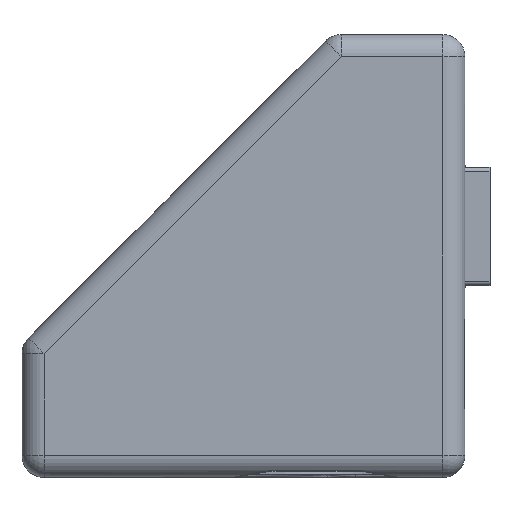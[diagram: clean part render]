
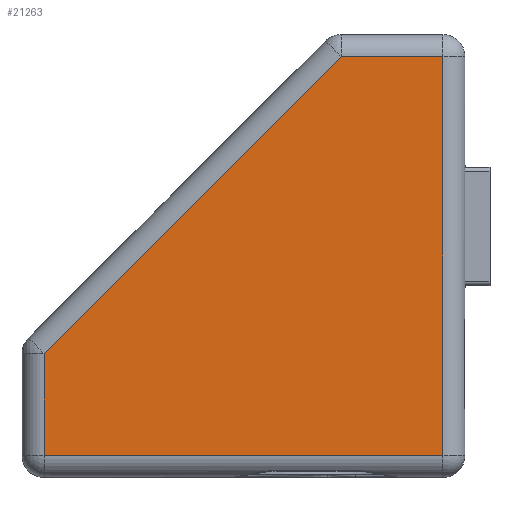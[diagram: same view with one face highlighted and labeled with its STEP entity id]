
A CAD part, left-side view. The second image highlights one B-rep face of the part: STEP entity #21263.
In plain terms, the highlighted planar face has unit normal (-1, 0, 0).
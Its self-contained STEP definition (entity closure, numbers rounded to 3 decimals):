
#1088 = DIRECTION ( 'NONE',  ( 0., 0., -1. ) ) ;
#1832 = DIRECTION ( 'NONE',  ( 0., 1., 0. ) ) ;
#2286 = DIRECTION ( 'NONE',  ( 0., 0.707, -0.707 ) ) ;
#3017 = DIRECTION ( 'NONE',  ( 0., 0., -1. ) ) ;
#3222 = EDGE_CURVE ( 'NONE', #14760, #20544, #6731, .T. ) ;
#4279 = ORIENTED_EDGE ( 'NONE', *, *, #16905, .T. ) ;
#4810 = VECTOR ( 'NONE', #10745, 1000. ) ;
#4947 = CARTESIAN_POINT ( 'NONE',  ( -15., -15., 30. ) ) ;
#5740 = CARTESIAN_POINT ( 'NONE',  ( -15., -15., 28.5 ) ) ;
#6231 = VECTOR ( 'NONE', #2286, 1000. ) ;
#6731 = LINE ( 'NONE', #16937, #21962 ) ;
#7299 = LINE ( 'NONE', #5740, #17248 ) ;
#8029 = AXIS2_PLACEMENT_3D ( 'NONE', #4947, #10774, #3017 ) ;
#8693 = CARTESIAN_POINT ( 'NONE',  ( -15., -13.5, 1.5 ) ) ;
#9883 = EDGE_CURVE ( 'NONE', #11500, #19536, #15348, .T. ) ;
#10154 = DIRECTION ( 'NONE',  ( 0., -1., 0. ) ) ;
#10394 = VERTEX_POINT ( 'NONE', #20687 ) ;
#10418 = VECTOR ( 'NONE', #10154, 1000. ) ;
#10745 = DIRECTION ( 'NONE',  ( 0., 0., 1. ) ) ;
#10774 = DIRECTION ( 'NONE',  ( 1., 0., 0. ) ) ;
#11472 = LINE ( 'NONE', #14126, #6231 ) ;
#11500 = VERTEX_POINT ( 'NONE', #8693 ) ;
#12164 = CARTESIAN_POINT ( 'NONE',  ( -15., -15., 1.5 ) ) ;
#12979 = ORIENTED_EDGE ( 'NONE', *, *, #3222, .T. ) ;
#13446 = ORIENTED_EDGE ( 'NONE', *, *, #9883, .T. ) ;
#14126 = CARTESIAN_POINT ( 'NONE',  ( -15., -11.561, 33.439 ) ) ;
#14140 = CARTESIAN_POINT ( 'NONE',  ( -15., 13.5, 1.5 ) ) ;
#14149 = EDGE_CURVE ( 'NONE', #10394, #14760, #11472, .T. ) ;
#14760 = VERTEX_POINT ( 'NONE', #18132 ) ;
#14906 = PLANE ( 'NONE',  #8029 ) ;
#15296 = ORIENTED_EDGE ( 'NONE', *, *, #22489, .T. ) ;
#15326 = EDGE_LOOP ( 'NONE', ( #4279, #13446, #15296, #16037, #12979 ) ) ;
#15348 = LINE ( 'NONE', #24695, #4810 ) ;
#16037 = ORIENTED_EDGE ( 'NONE', *, *, #14149, .T. ) ;
#16700 = FACE_OUTER_BOUND ( 'NONE', #15326, .T. ) ;
#16905 = EDGE_CURVE ( 'NONE', #20544, #11500, #21055, .T. ) ;
#16937 = CARTESIAN_POINT ( 'NONE',  ( -15., 13.5, 30. ) ) ;
#17248 = VECTOR ( 'NONE', #1832, 1000. ) ;
#18132 = CARTESIAN_POINT ( 'NONE',  ( -15., 13.5, 8.379 ) ) ;
#19536 = VERTEX_POINT ( 'NONE', #23251 ) ;
#20544 = VERTEX_POINT ( 'NONE', #14140 ) ;
#20687 = CARTESIAN_POINT ( 'NONE',  ( -15., -6.621, 28.5 ) ) ;
#21055 = LINE ( 'NONE', #12164, #10418 ) ;
#21263 = ADVANCED_FACE ( 'NONE', ( #16700 ), #14906, .F. ) ;
#21962 = VECTOR ( 'NONE', #1088, 1000. ) ;
#22489 = EDGE_CURVE ( 'NONE', #19536, #10394, #7299, .T. ) ;
#23251 = CARTESIAN_POINT ( 'NONE',  ( -15., -13.5, 28.5 ) ) ;
#24695 = CARTESIAN_POINT ( 'NONE',  ( -15., -13.5, 30. ) ) ;
